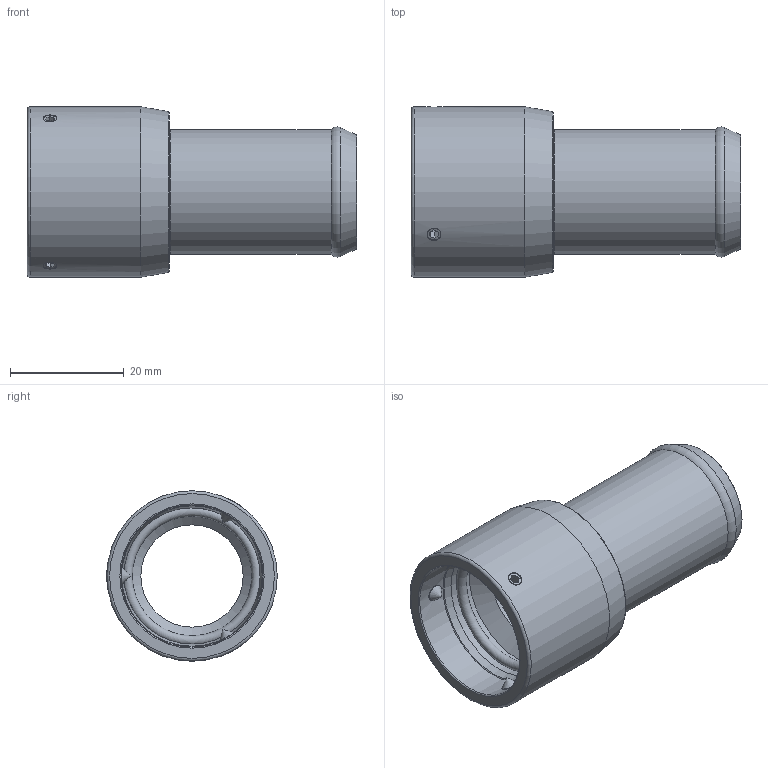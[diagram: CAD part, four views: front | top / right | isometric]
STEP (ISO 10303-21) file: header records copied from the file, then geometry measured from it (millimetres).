
FILE_DESCRIPTION(/* description */ (''),/* implementation_level */ '2;1');
FILE_NAME(/* name */ 'TrustLink MS Boot Stud A-B for CCP.stp',/* time_stamp */ '2021-03-09T14:38:54+01:00',/* author */ ('sh'),/* organization */ (''),/* preprocessor_version */ 'ST-DEVELOPER v17.2',/* originating_system */ 'Autodesk Inventor 2019',/* authorisation */ '');
FILE_SCHEMA (('AUTOMOTIVE_DESIGN { 1 0 10303 214 3 1 1 }'));
Length unit declared in the file: millimetre
Products named in the file (1): TrustLink MS Boot Stud A-B for CCP
Bounding box: 58 x 30 x 30 mm (x, y, z)
Volume: 12513 mm3; surface area: 9022.8 mm2
Topology: 1 solids, 1 shells, 58 faces, 165 edges, 113 vertices
Faces by surface type: plane 24, cone 13, cylinder 12, torus 9
Full cylindrical faces by diameter (mm): 2.459 x3, 3 x3, 18 x1, 22 x1, 24 x2, 25 x1, 30 x1
Entity records: 2197 total; most frequent: CARTESIAN_POINT 577, ORIENTED_EDGE 318, DIRECTION 315, EDGE_CURVE 159, AXIS2_PLACEMENT_3D 127, VERTEX_POINT 113, EDGE_LOOP 70, CIRCLE 68
